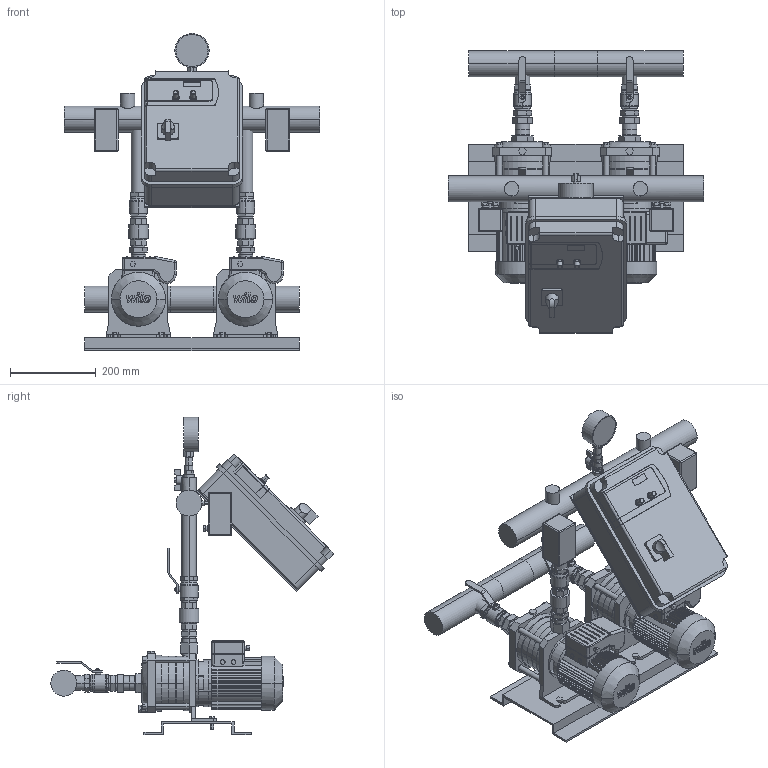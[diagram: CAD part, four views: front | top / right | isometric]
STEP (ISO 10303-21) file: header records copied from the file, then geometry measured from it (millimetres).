
FILE_DESCRIPTION((''),'2;1');
FILE_NAME('3d_COE-2MHIL303-EM_BC-4164933.stp','2013-06-13T12:45:56',(''),(''),'Mechanical Desktop 2009','Mechanical Desktop 2009',', , ');
FILE_SCHEMA(('CONFIG_CONTROL_DESIGN'));
Length unit declared in the file: millimetre
Products named in the file (1): Product
Bounding box: 595 x 658.26 x 740 mm (x, y, z)
Volume: 24930985.7 mm3; surface area: 2199514.4 mm2
Topology: 66 solids, 66 shells, 2100 faces, 5258 edges, 3337 vertices
Faces by surface type: plane 1113, cylinder 584, bspline 265, sphere 68, cone 38, torus 32
Full cylindrical faces by diameter (mm): 80 x1
Entity records: 64723 total; most frequent: CARTESIAN_POINT 14791, ORIENTED_EDGE 10406, DIRECTION 10225, EDGE_CURVE 5203, AXIS2_PLACEMENT_3D 3438, VECTOR 3349, LINE 3349, VERTEX_POINT 3337
